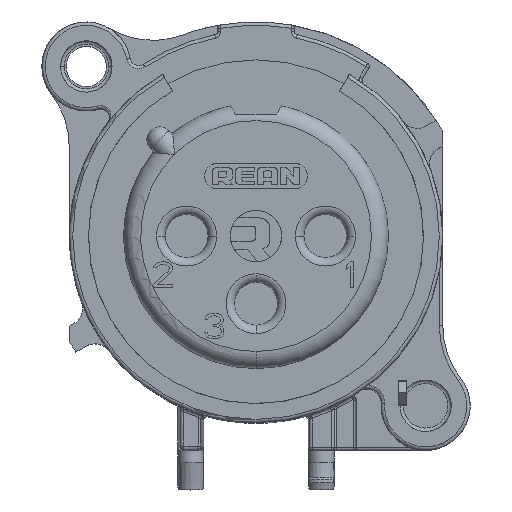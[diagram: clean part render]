
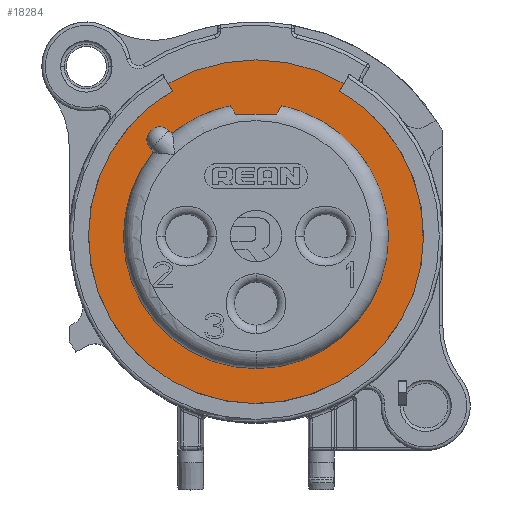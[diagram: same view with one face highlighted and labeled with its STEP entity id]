
A CAD part, top view. The second image highlights one B-rep face of the part: STEP entity #18284.
In plain terms, the highlighted planar face has unit normal (0, 0, 1).
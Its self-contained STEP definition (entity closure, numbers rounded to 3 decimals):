
#4049=CARTESIAN_POINT('',(0.,0.,7.));
#4050=DIRECTION('',(0.,0.,-1.));
#4051=DIRECTION('',(-0.5,0.866,0.));
#4052=AXIS2_PLACEMENT_3D('',#4049,#4050,#4051);
#4054=DIRECTION('',(-0.5,-0.866,0.));
#4055=VECTOR('',#4054,0.506);
#4056=CARTESIAN_POINT('',(5.141,8.905,7.));
#4057=LINE('',#4056,#4055);
#4058=CARTESIAN_POINT('',(0.,0.,7.));
#4059=DIRECTION('',(0.,0.,-1.));
#4060=DIRECTION('',(0.5,0.866,0.));
#4061=AXIS2_PLACEMENT_3D('',#4058,#4059,#4060);
#4063=DIRECTION('',(0.883,-0.469,0.));
#4064=VECTOR('',#4063,0.178);
#4065=CARTESIAN_POINT('',(9.543,-2.123,7.));
#4066=LINE('',#4065,#4064);
#4067=CARTESIAN_POINT('',(0.,0.,7.));
#4068=DIRECTION('',(0.,0.,-1.));
#4069=DIRECTION('',(0.943,-0.332,0.));
#4070=AXIS2_PLACEMENT_3D('',#4067,#4068,#4069);
#4072=DIRECTION('',(-1.,0.,0.));
#4073=VECTOR('',#4072,0.095);
#4074=CARTESIAN_POINT('',(8.421,-5.9,7.));
#4075=LINE('',#4074,#4073);
#4076=CARTESIAN_POINT('',(0.,0.,7.));
#4077=DIRECTION('',(0.,0.,-1.));
#4078=DIRECTION('',(0.852,-0.524,0.));
#4079=AXIS2_PLACEMENT_3D('',#4076,#4077,#4078);
#4081=DIRECTION('',(-0.5,0.866,0.));
#4082=VECTOR('',#4081,0.506);
#4083=CARTESIAN_POINT('',(-4.888,8.466,7.));
#4084=LINE('',#4083,#4082);
#4085=CARTESIAN_POINT('',(0.,0.,7.));
#4086=DIRECTION('',(0.,0.,1.));
#4087=DIRECTION('',(-0.772,0.635,0.));
#4088=AXIS2_PLACEMENT_3D('',#4085,#4086,#4087);
#4090=CARTESIAN_POINT('',(0.,0.,7.));
#4091=DIRECTION('',(0.,0.,1.));
#4092=DIRECTION('',(0.339,0.941,0.));
#4093=AXIS2_PLACEMENT_3D('',#4090,#4091,#4092);
#4095=DIRECTION('',(-0.5,-0.866,0.));
#4096=VECTOR('',#4095,0.567);
#4097=CARTESIAN_POINT('',(1.484,7.591,7.));
#4098=LINE('',#4097,#4096);
#4099=DIRECTION('',(-1.,0.,0.));
#4100=VECTOR('',#4099,2.4);
#4101=CARTESIAN_POINT('',(1.2,7.1,7.));
#4102=LINE('',#4101,#4100);
#4103=DIRECTION('',(-0.5,0.866,0.));
#4104=VECTOR('',#4103,0.567);
#4105=CARTESIAN_POINT('',(-1.2,7.1,7.));
#4106=LINE('',#4105,#4104);
#4107=CARTESIAN_POINT('',(0.,0.,7.));
#4108=DIRECTION('',(0.,0.,1.));
#4109=DIRECTION('',(-0.192,0.981,0.));
#4110=AXIS2_PLACEMENT_3D('',#4107,#4108,#4109);
#4112=CARTESIAN_POINT('',(0.,0.,7.));
#4113=DIRECTION('',(0.,0.,1.));
#4114=DIRECTION('',(-0.339,0.941,0.));
#4115=AXIS2_PLACEMENT_3D('',#4112,#4113,#4114);
#4117=DIRECTION('',(-0.707,0.707,0.));
#4118=VECTOR('',#4117,0.251);
#4119=CARTESIAN_POINT('',(-4.914,5.974,7.));
#4120=LINE('',#4119,#4118);
#4121=CARTESIAN_POINT('',(-5.621,5.621,7.));
#4122=DIRECTION('',(0.,0.,1.));
#4123=DIRECTION('',(0.707,0.707,0.));
#4124=AXIS2_PLACEMENT_3D('',#4121,#4122,#4123);
#4126=DIRECTION('',(0.707,-0.707,0.));
#4127=VECTOR('',#4126,0.251);
#4128=CARTESIAN_POINT('',(-6.152,5.091,7.));
#4129=LINE('',#4128,#4127);
#4140=DIRECTION('',(0.,-1.,0.));
#4141=VECTOR('',#4140,0.777);
#4142=CARTESIAN_POINT('',(8.326,-5.123,7.));
#4143=LINE('',#4142,#4141);
#4414=DIRECTION('',(0.,1.,0.));
#4415=VECTOR('',#4414,1.204);
#4416=CARTESIAN_POINT('',(9.7,-3.411,7.));
#4417=LINE('',#4416,#4415);
#6928=CARTESIAN_POINT('',(2.618,7.279,7.));
#10987=CARTESIAN_POINT('',(-5.974,4.914,
7.));
#10988=VERTEX_POINT('',#10987);
#10989=VERTEX_POINT('',#6928);
#10990=CARTESIAN_POINT('',(5.141,8.905,7.));
#10991=CARTESIAN_POINT('',(4.888,8.466,7.));
#10992=VERTEX_POINT('',#10990);
#10993=VERTEX_POINT('',#10991);
#10994=CARTESIAN_POINT('',(9.543,-2.123,
7.));
#10995=VERTEX_POINT('',#10994);
#10996=CARTESIAN_POINT('',(9.7,-2.207,7.));
#10997=VERTEX_POINT('',#10996);
#10998=CARTESIAN_POINT('',(9.7,-3.411,7.));
#10999=VERTEX_POINT('',#10998);
#11000=CARTESIAN_POINT('',(8.421,-5.9,7.));
#11001=VERTEX_POINT('',#11000);
#11002=CARTESIAN_POINT('',(8.326,-5.9,7.));
#11003=VERTEX_POINT('',#11002);
#11004=CARTESIAN_POINT('',(8.326,-5.123,7.));
#11005=VERTEX_POINT('',#11004);
#11006=CARTESIAN_POINT('',(-4.888,8.466,
7.));
#11007=CARTESIAN_POINT('',(-5.141,8.905,7.));
#11008=VERTEX_POINT('',#11006);
#11009=VERTEX_POINT('',#11007);
#11010=CARTESIAN_POINT('',(1.484,7.591,7.));
#11011=VERTEX_POINT('',#11010);
#11012=CARTESIAN_POINT('',(1.2,7.1,7.));
#11013=VERTEX_POINT('',#11012);
#11014=CARTESIAN_POINT('',(-1.2,7.1,7.));
#11015=VERTEX_POINT('',#11014);
#11016=CARTESIAN_POINT('',(-1.484,7.591,7.));
#11017=VERTEX_POINT('',#11016);
#11018=CARTESIAN_POINT('',(-2.622,7.277,7.));
#11019=VERTEX_POINT('',#11018);
#11020=CARTESIAN_POINT('',(-4.914,5.974,7.));
#11021=VERTEX_POINT('',#11020);
#11022=CARTESIAN_POINT('',(-5.091,6.152,7.));
#11023=VERTEX_POINT('',#11022);
#11024=CARTESIAN_POINT('',(-6.152,5.091,7.));
#11025=VERTEX_POINT('',#11024);
#18237=CARTESIAN_POINT('',(0.,0.,7.));
#18238=DIRECTION('',(0.,0.,1.));
#18239=DIRECTION('',(1.,0.,0.));
#18240=AXIS2_PLACEMENT_3D('',#18237,#18238,#18239);
#18241=PLANE('',#18240);
#18242=ORIENTED_EDGE('',*,*,#18230,.T.);
#18243=ORIENTED_EDGE('',*,*,#18218,.T.);
#18245=ORIENTED_EDGE('',*,*,#18244,.T.);
#18247=ORIENTED_EDGE('',*,*,#18246,.T.);
#18249=ORIENTED_EDGE('',*,*,#18248,.F.);
#18251=ORIENTED_EDGE('',*,*,#18250,.T.);
#18253=ORIENTED_EDGE('',*,*,#18252,.T.);
#18255=ORIENTED_EDGE('',*,*,#18254,.F.);
#18257=ORIENTED_EDGE('',*,*,#18256,.T.);
#18259=ORIENTED_EDGE('',*,*,#18258,.T.);
#18260=EDGE_LOOP('',(#18242,#18243,#18245,#18247,#18249,#18251,#18253,#18255,
#18257,#18259));
#18261=FACE_OUTER_BOUND('',#18260,.F.);
#18263=ORIENTED_EDGE('',*,*,#18262,.T.);
#18265=ORIENTED_EDGE('',*,*,#18264,.T.);
#18267=ORIENTED_EDGE('',*,*,#18266,.T.);
#18269=ORIENTED_EDGE('',*,*,#18268,.T.);
#18271=ORIENTED_EDGE('',*,*,#18270,.T.);
#18273=ORIENTED_EDGE('',*,*,#18272,.T.);
#18275=ORIENTED_EDGE('',*,*,#18274,.T.);
#18277=ORIENTED_EDGE('',*,*,#18276,.T.);
#18279=ORIENTED_EDGE('',*,*,#18278,.T.);
#18281=ORIENTED_EDGE('',*,*,#18280,.T.);
#18282=EDGE_LOOP('',(#18263,#18265,#18267,#18269,#18271,#18273,#18275,#18277,
#18279,#18281));
#18283=FACE_BOUND('',#18282,.F.);
#18284=ADVANCED_FACE('',(#18261,#18283),#18241,.T.);
#4053=CIRCLE('',#4052,10.282);
#4062=CIRCLE('',#4061,9.776);
#4071=CIRCLE('',#4070,10.282);
#4080=CIRCLE('',#4079,9.776);
#4089=CIRCLE('',#4088,7.735);
#4094=CIRCLE('',#4093,7.735);
#4111=CIRCLE('',#4110,7.735);
#4116=CIRCLE('',#4115,7.735);
#4125=CIRCLE('',#4124,0.75);
#18218=EDGE_CURVE('',#10992,#10993,#4057,.T.);
#18230=EDGE_CURVE('',#11009,#10992,#4053,.T.);
#18244=EDGE_CURVE('',#10993,#10995,#4062,.T.);
#18246=EDGE_CURVE('',#10995,#10997,#4066,.T.);
#18248=EDGE_CURVE('',#10999,#10997,#4417,.T.);
#18250=EDGE_CURVE('',#10999,#11001,#4071,.T.);
#18252=EDGE_CURVE('',#11001,#11003,#4075,.T.);
#18254=EDGE_CURVE('',#11005,#11003,#4143,.T.);
#18256=EDGE_CURVE('',#11005,#11008,#4080,.T.);
#18258=EDGE_CURVE('',#11008,#11009,#4084,.T.);
#18262=EDGE_CURVE('',#10988,#10989,#4089,.T.);
#18264=EDGE_CURVE('',#10989,#11011,#4094,.T.);
#18266=EDGE_CURVE('',#11011,#11013,#4098,.T.);
#18268=EDGE_CURVE('',#11013,#11015,#4102,.T.);
#18270=EDGE_CURVE('',#11015,#11017,#4106,.T.);
#18272=EDGE_CURVE('',#11017,#11019,#4111,.T.);
#18274=EDGE_CURVE('',#11019,#11021,#4116,.T.);
#18276=EDGE_CURVE('',#11021,#11023,#4120,.T.);
#18278=EDGE_CURVE('',#11023,#11025,#4125,.T.);
#18280=EDGE_CURVE('',#11025,#10988,#4129,.T.);
